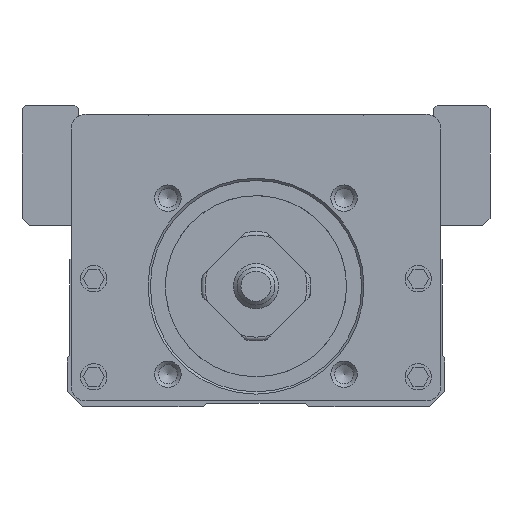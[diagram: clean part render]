
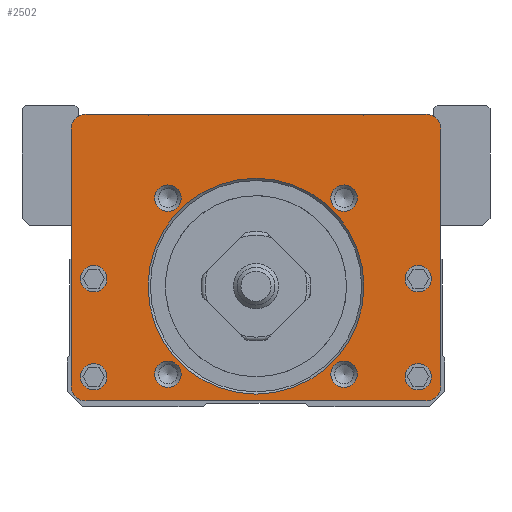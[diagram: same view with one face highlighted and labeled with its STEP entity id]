
A CAD part, front view. The second image highlights one B-rep face of the part: STEP entity #2502.
In plain terms, the highlighted planar face has unit normal (0, -1, 0).
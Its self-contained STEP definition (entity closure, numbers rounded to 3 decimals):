
#2502=ADVANCED_FACE('',(#11909,#11910,#11911,#11912,#11913,#11914,#11915,
#11916,#11917,#11918),#4210,.T.);
#4210=PLANE('',#31958);
#5479=LINE('',#43352,#8696);
#5513=LINE('',#43427,#8730);
#5525=LINE('',#43452,#8742);
#5539=LINE('',#43490,#8756);
#8696=VECTOR('',#34788,1.);
#8730=VECTOR('',#34838,1.);
#8742=VECTOR('',#34854,1.);
#8756=VECTOR('',#34886,1.);
#11909=FACE_BOUND('',#12734,.T.);
#11910=FACE_BOUND('',#12735,.T.);
#11911=FACE_BOUND('',#12736,.T.);
#11912=FACE_BOUND('',#12737,.T.);
#11913=FACE_BOUND('',#12738,.T.);
#11914=FACE_BOUND('',#12739,.T.);
#11915=FACE_BOUND('',#12740,.T.);
#11916=FACE_BOUND('',#12741,.T.);
#11917=FACE_BOUND('',#12742,.T.);
#11918=FACE_BOUND('',#12743,.T.);
#12734=EDGE_LOOP('',(#15358));
#12735=EDGE_LOOP('',(#15359));
#12736=EDGE_LOOP('',(#15360));
#12737=EDGE_LOOP('',(#15361));
#12738=EDGE_LOOP('',(#15362));
#12739=EDGE_LOOP('',(#15363));
#12740=EDGE_LOOP('',(#15364));
#12741=EDGE_LOOP('',(#15365));
#12742=EDGE_LOOP('',(#15366));
#12743=EDGE_LOOP('',(#15367,#15368,#15369,#15370,#15371,#15372,#15373,#15374));
#15358=ORIENTED_EDGE('',*,*,#26886,.T.);
#15359=ORIENTED_EDGE('',*,*,#26887,.T.);
#15360=ORIENTED_EDGE('',*,*,#26888,.T.);
#15361=ORIENTED_EDGE('',*,*,#26889,.T.);
#15362=ORIENTED_EDGE('',*,*,#26890,.T.);
#15363=ORIENTED_EDGE('',*,*,#26891,.F.);
#15364=ORIENTED_EDGE('',*,*,#26892,.T.);
#15365=ORIENTED_EDGE('',*,*,#26893,.T.);
#15366=ORIENTED_EDGE('',*,*,#26894,.F.);
#15367=ORIENTED_EDGE('',*,*,#26689,.T.);
#15368=ORIENTED_EDGE('',*,*,#26772,.T.);
#15369=ORIENTED_EDGE('',*,*,#26737,.F.);
#15370=ORIENTED_EDGE('',*,*,#26895,.F.);
#15371=ORIENTED_EDGE('',*,*,#26758,.T.);
#15372=ORIENTED_EDGE('',*,*,#26896,.T.);
#15373=ORIENTED_EDGE('',*,*,#26724,.T.);
#15374=ORIENTED_EDGE('',*,*,#26774,.T.);
#23665=VERTEX_POINT('',#43346);
#23668=VERTEX_POINT('',#43351);
#23701=VERTEX_POINT('',#43426);
#23702=VERTEX_POINT('',#43428);
#23704=VERTEX_POINT('',#43434);
#23712=VERTEX_POINT('',#43451);
#23727=VERTEX_POINT('',#43489);
#23728=VERTEX_POINT('',#43491);
#23834=VERTEX_POINT('',#43851);
#23835=VERTEX_POINT('',#43853);
#23836=VERTEX_POINT('',#43855);
#23837=VERTEX_POINT('',#43857);
#23838=VERTEX_POINT('',#43859);
#23839=VERTEX_POINT('',#43861);
#23840=VERTEX_POINT('',#43863);
#23841=VERTEX_POINT('',#43865);
#23842=VERTEX_POINT('',#43867);
#26689=EDGE_CURVE('',#23665,#23668,#5479,.T.);
#26724=EDGE_CURVE('',#23702,#23701,#5513,.T.);
#26737=EDGE_CURVE('',#23712,#23704,#5525,.T.);
#26758=EDGE_CURVE('',#23728,#23727,#5539,.T.);
#26772=EDGE_CURVE('',#23668,#23704,#30923,.T.);
#26774=EDGE_CURVE('',#23701,#23665,#30925,.T.);
#26886=EDGE_CURVE('',#23834,#23834,#30941,.T.);
#26887=EDGE_CURVE('',#23835,#23835,#30942,.T.);
#26888=EDGE_CURVE('',#23836,#23836,#30943,.T.);
#26889=EDGE_CURVE('',#23837,#23837,#30944,.T.);
#26890=EDGE_CURVE('',#23838,#23838,#30945,.T.);
#26891=EDGE_CURVE('',#23839,#23839,#30946,.T.);
#26892=EDGE_CURVE('',#23840,#23840,#30947,.T.);
#26893=EDGE_CURVE('',#23841,#23841,#30948,.T.);
#26894=EDGE_CURVE('',#23842,#23842,#30949,.T.);
#26895=EDGE_CURVE('',#23728,#23712,#30950,.T.);
#26896=EDGE_CURVE('',#23727,#23702,#30951,.T.);
#30923=CIRCLE('',#31921,2.);
#30925=CIRCLE('',#31924,2.);
#30941=CIRCLE('',#31947,14.3);
#30942=CIRCLE('',#31948,1.75);
#30943=CIRCLE('',#31949,1.75);
#30944=CIRCLE('',#31950,1.75);
#30945=CIRCLE('',#31951,1.75);
#30946=CIRCLE('',#31952,1.75);
#30947=CIRCLE('',#31953,1.75);
#30948=CIRCLE('',#31954,1.75);
#30949=CIRCLE('',#31955,1.75);
#30950=CIRCLE('',#31956,2.);
#30951=CIRCLE('',#31957,2.);
#31921=AXIS2_PLACEMENT_3D('',#43513,#34912,#34913);
#31924=AXIS2_PLACEMENT_3D('',#43516,#34918,#34919);
#31947=AXIS2_PLACEMENT_3D('',#43850,#35046,#35047);
#31948=AXIS2_PLACEMENT_3D('',#43852,#35048,#35049);
#31949=AXIS2_PLACEMENT_3D('',#43854,#35050,#35051);
#31950=AXIS2_PLACEMENT_3D('',#43856,#35052,#35053);
#31951=AXIS2_PLACEMENT_3D('',#43858,#35054,#35055);
#31952=AXIS2_PLACEMENT_3D('',#43860,#35056,#35057);
#31953=AXIS2_PLACEMENT_3D('',#43862,#35058,#35059);
#31954=AXIS2_PLACEMENT_3D('',#43864,#35060,#35061);
#31955=AXIS2_PLACEMENT_3D('',#43866,#35062,#35063);
#31956=AXIS2_PLACEMENT_3D('',#43868,#35064,#35065);
#31957=AXIS2_PLACEMENT_3D('',#43869,#35066,#35067);
#31958=AXIS2_PLACEMENT_3D('',#43870,#35068,#35069);
#34788=DIRECTION('',(-1.,0.,0.));
#34838=DIRECTION('',(0.,0.,1.));
#34854=DIRECTION('',(0.,0.,1.));
#34886=DIRECTION('',(1.,0.,0.));
#34912=DIRECTION('',(0.,-1.,0.));
#34913=DIRECTION('',(0.,0.,-1.));
#34918=DIRECTION('',(0.,-1.,0.));
#34919=DIRECTION('',(0.,0.,-1.));
#35046=DIRECTION('',(0.,1.,0.));
#35047=DIRECTION('',(0.,0.,-1.));
#35048=DIRECTION('',(0.,1.,0.));
#35049=DIRECTION('',(0.,0.,-1.));
#35050=DIRECTION('',(0.,1.,0.));
#35051=DIRECTION('',(0.,0.,-1.));
#35052=DIRECTION('',(0.,1.,0.));
#35053=DIRECTION('',(0.,0.,-1.));
#35054=DIRECTION('',(0.,1.,0.));
#35055=DIRECTION('',(0.,0.,-1.));
#35056=DIRECTION('',(0.,-1.,0.));
#35057=DIRECTION('',(-1.,0.,0.));
#35058=DIRECTION('',(0.,1.,0.));
#35059=DIRECTION('',(-1.,0.,0.));
#35060=DIRECTION('',(0.,1.,0.));
#35061=DIRECTION('',(1.,0.,0.));
#35062=DIRECTION('',(0.,-1.,0.));
#35063=DIRECTION('',(1.,0.,0.));
#35064=DIRECTION('',(0.,1.,0.));
#35065=DIRECTION('',(0.,0.,-1.));
#35066=DIRECTION('',(0.,-1.,0.));
#35067=DIRECTION('',(0.,0.,-1.));
#35068=DIRECTION('',(0.,-1.,0.));
#35069=DIRECTION('',(0.,0.,1.));
#43346=CARTESIAN_POINT('',(22.868,-178.78,30.309));
#43351=CARTESIAN_POINT('',(-22.132,-178.78,30.309));
#43352=CARTESIAN_POINT('',(-24.132,-178.78,30.309));
#43426=CARTESIAN_POINT('',(24.868,-178.78,28.309));
#43427=CARTESIAN_POINT('',(24.868,-178.78,-7.691));
#43428=CARTESIAN_POINT('',(24.868,-178.78,-5.691));
#43434=CARTESIAN_POINT('',(-24.132,-178.78,28.309));
#43451=CARTESIAN_POINT('',(-24.132,-178.78,-5.691));
#43452=CARTESIAN_POINT('',(-24.132,-178.78,-7.691));
#43489=CARTESIAN_POINT('',(22.868,-178.78,-7.691));
#43490=CARTESIAN_POINT('',(-24.132,-178.78,-7.691));
#43491=CARTESIAN_POINT('',(-22.132,-178.78,-7.691));
#43513=CARTESIAN_POINT('',(-22.132,-178.78,28.309));
#43516=CARTESIAN_POINT('',(22.868,-178.78,28.309));
#43850=CARTESIAN_POINT('',(0.368,-178.78,7.509));
#43851=CARTESIAN_POINT('',(0.368,-178.78,-6.791));
#43852=CARTESIAN_POINT('',(-11.3,-178.78,-4.158));
#43853=CARTESIAN_POINT('',(-11.3,-178.78,-5.908));
#43854=CARTESIAN_POINT('',(12.035,-178.78,-4.158));
#43855=CARTESIAN_POINT('',(12.035,-178.78,-5.908));
#43856=CARTESIAN_POINT('',(12.035,-178.78,19.176));
#43857=CARTESIAN_POINT('',(12.035,-178.78,17.426));
#43858=CARTESIAN_POINT('',(-11.3,-178.78,19.176));
#43859=CARTESIAN_POINT('',(-11.3,-178.78,17.426));
#43860=CARTESIAN_POINT('',(-21.132,-178.78,8.509));
#43861=CARTESIAN_POINT('',(-22.882,-178.78,8.509));
#43862=CARTESIAN_POINT('',(-21.132,-178.78,-4.491));
#43863=CARTESIAN_POINT('',(-22.882,-178.78,-4.491));
#43864=CARTESIAN_POINT('',(21.868,-178.78,8.509));
#43865=CARTESIAN_POINT('',(23.618,-178.78,8.509));
#43866=CARTESIAN_POINT('',(21.868,-178.78,-4.491));
#43867=CARTESIAN_POINT('',(23.618,-178.78,-4.491));
#43868=CARTESIAN_POINT('',(-22.132,-178.78,-5.691));
#43869=CARTESIAN_POINT('',(22.868,-178.78,-5.691));
#43870=CARTESIAN_POINT('',(-24.132,-178.78,38.509));
